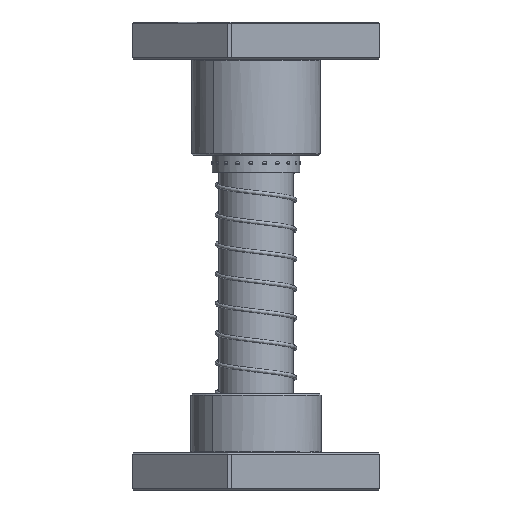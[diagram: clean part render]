
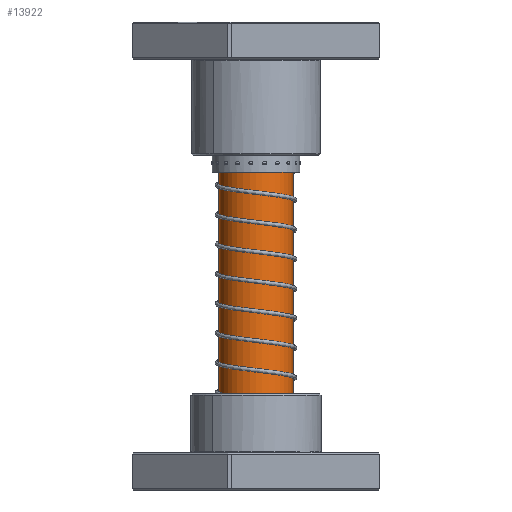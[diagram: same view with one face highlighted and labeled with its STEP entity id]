
A CAD part, front view. The second image highlights one B-rep face of the part: STEP entity #13922.
In plain terms, the highlighted cylindrical face has radius 25 mm (diameter 50 mm), a partial arc.
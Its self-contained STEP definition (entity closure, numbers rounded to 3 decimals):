
#630 = CYLINDRICAL_SURFACE ( 'NONE', #4603, 25. ) ;
#2292 = FACE_OUTER_BOUND ( 'NONE', #52480, .T. ) ;
#4603 = AXIS2_PLACEMENT_3D ( 'NONE', #13569, #40008, #50699 ) ;
#4923 = CARTESIAN_POINT ( 'NONE',  ( 25., 0., 260. ) ) ;
#6440 = ORIENTED_EDGE ( 'NONE', *, *, #10832, .F. ) ;
#8794 = EDGE_CURVE ( 'NONE', #67606, #11906, #41240, .T. ) ;
#10832 = EDGE_CURVE ( 'NONE', #46085, #67606, #52558, .T. ) ;
#11906 = VERTEX_POINT ( 'NONE', #67561 ) ;
#13569 = CARTESIAN_POINT ( 'NONE',  ( 0., 0., 260. ) ) ;
#13922 = ADVANCED_FACE ( 'NONE', ( #2292 ), #630, .T. ) ;
#17096 = ORIENTED_EDGE ( 'NONE', *, *, #59941, .T. ) ;
#17999 = LINE ( 'NONE', #37233, #44573 ) ;
#19936 = DIRECTION ( 'NONE',  ( 0., 0., -1. ) ) ;
#24293 = VECTOR ( 'NONE', #42121, 1000. ) ;
#24895 = CARTESIAN_POINT ( 'NONE',  ( 25., 0., 38.5 ) ) ;
#25597 = AXIS2_PLACEMENT_3D ( 'NONE', #51700, #19936, #57008 ) ;
#28948 = CARTESIAN_POINT ( 'NONE',  ( -25., 0., 257. ) ) ;
#29984 = CARTESIAN_POINT ( 'NONE',  ( 0., 0., 257. ) ) ;
#32423 = CIRCLE ( 'NONE', #42393, 25. ) ;
#33341 = ORIENTED_EDGE ( 'NONE', *, *, #37333, .T. ) ;
#35310 = DIRECTION ( 'NONE',  ( 1., 0., 0. ) ) ;
#37233 = CARTESIAN_POINT ( 'NONE',  ( -25., 0., 260. ) ) ;
#37333 = EDGE_CURVE ( 'NONE', #46085, #46390, #32423, .T. ) ;
#37457 = DIRECTION ( 'NONE',  ( 0., 0., -1. ) ) ;
#40008 = DIRECTION ( 'NONE',  ( 0., 0., -1. ) ) ;
#41240 = CIRCLE ( 'NONE', #25597, 25. ) ;
#42121 = DIRECTION ( 'NONE',  ( 0., 0., -1. ) ) ;
#42393 = AXIS2_PLACEMENT_3D ( 'NONE', #29984, #66937, #35310 ) ;
#42670 = CARTESIAN_POINT ( 'NONE',  ( 25., 0., 257. ) ) ;
#44573 = VECTOR ( 'NONE', #37457, 1000. ) ;
#46085 = VERTEX_POINT ( 'NONE', #42670 ) ;
#46390 = VERTEX_POINT ( 'NONE', #28948 ) ;
#50699 = DIRECTION ( 'NONE',  ( -1., 0., 0. ) ) ;
#51700 = CARTESIAN_POINT ( 'NONE',  ( 0., 0., 38.5 ) ) ;
#52480 = EDGE_LOOP ( 'NONE', ( #6440, #33341, #17096, #54482 ) ) ;
#52558 = LINE ( 'NONE', #4923, #24293 ) ;
#54482 = ORIENTED_EDGE ( 'NONE', *, *, #8794, .F. ) ;
#57008 = DIRECTION ( 'NONE',  ( -1., 0., 0. ) ) ;
#59941 = EDGE_CURVE ( 'NONE', #46390, #11906, #17999, .T. ) ;
#66937 = DIRECTION ( 'NONE',  ( 0., 0., -1. ) ) ;
#67561 = CARTESIAN_POINT ( 'NONE',  ( -25., 0., 38.5 ) ) ;
#67606 = VERTEX_POINT ( 'NONE', #24895 ) ;
